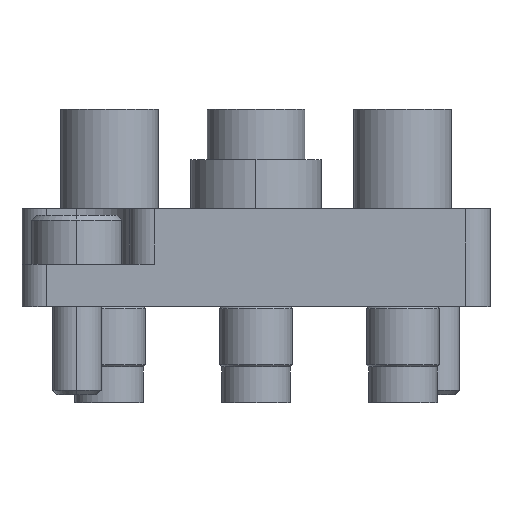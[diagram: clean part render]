
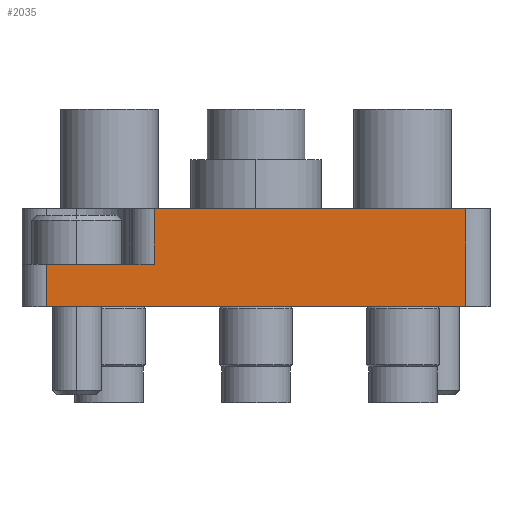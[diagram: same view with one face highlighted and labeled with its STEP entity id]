
A CAD part, front view. The second image highlights one B-rep face of the part: STEP entity #2035.
In plain terms, the highlighted face is planar.
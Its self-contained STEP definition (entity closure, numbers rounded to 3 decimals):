
#290 = ORIENTED_EDGE ( 'NONE', *, *, #6940, .T. ) ;
#385 = EDGE_LOOP ( 'NONE', ( #6062, #13821, #2770, #14725, #290, #889 ) ) ;
#428 = VERTEX_POINT ( 'NONE', #10863 ) ;
#514 = CARTESIAN_POINT ( 'NONE',  ( 30., 6., 14.35 ) ) ;
#889 = ORIENTED_EDGE ( 'NONE', *, *, #2700, .T. ) ;
#1052 = VECTOR ( 'NONE', #2760, 1000. ) ;
#1106 = EDGE_CURVE ( 'NONE', #6652, #6270, #16567, .T. ) ;
#1616 = LINE ( 'NONE', #1701, #15441 ) ;
#1631 = VERTEX_POINT ( 'NONE', #6968 ) ;
#1701 = CARTESIAN_POINT ( 'NONE',  ( 30., 2.6, 7.75 ) ) ;
#1803 = FACE_OUTER_BOUND ( 'NONE', #385, .T. ) ;
#2035 = ADVANCED_FACE ( 'NONE', ( #1803 ), #13652, .T. ) ;
#2700 = EDGE_CURVE ( 'NONE', #16668, #428, #15326, .T. ) ;
#2760 = DIRECTION ( 'NONE',  ( 0., 0., -1. ) ) ;
#2770 = ORIENTED_EDGE ( 'NONE', *, *, #14713, .F. ) ;
#3473 = CARTESIAN_POINT ( 'NONE',  ( 30., 6., -12.85 ) ) ;
#3748 = CARTESIAN_POINT ( 'NONE',  ( 30., 6., 6.25 ) ) ;
#4028 = DIRECTION ( 'NONE',  ( 0., 0., -1. ) ) ;
#4952 = DIRECTION ( 'NONE',  ( 0., -1., 0. ) ) ;
#5894 = VECTOR ( 'NONE', #4952, 1000. ) ;
#6062 = ORIENTED_EDGE ( 'NONE', *, *, #16981, .F. ) ;
#6259 = VECTOR ( 'NONE', #10835, 1000. ) ;
#6270 = VERTEX_POINT ( 'NONE', #16937 ) ;
#6466 = VERTEX_POINT ( 'NONE', #3748 ) ;
#6652 = VERTEX_POINT ( 'NONE', #12055 ) ;
#6655 = VECTOR ( 'NONE', #8421, 1000. ) ;
#6940 = EDGE_CURVE ( 'NONE', #6270, #16668, #10659, .T. ) ;
#6957 = EDGE_CURVE ( 'NONE', #6466, #1631, #13663, .T. ) ;
#6968 = CARTESIAN_POINT ( 'NONE',  ( 30., 2.6, 6.25 ) ) ;
#8149 = DIRECTION ( 'NONE',  ( 1., 0., 0. ) ) ;
#8167 = CARTESIAN_POINT ( 'NONE',  ( 30., 6., 14.35 ) ) ;
#8421 = DIRECTION ( 'NONE',  ( 0., 0., -1. ) ) ;
#9501 = VECTOR ( 'NONE', #15066, 1000. ) ;
#10582 = CARTESIAN_POINT ( 'NONE',  ( 30., 0., 14.35 ) ) ;
#10659 = LINE ( 'NONE', #10582, #1052 ) ;
#10835 = DIRECTION ( 'NONE',  ( 0., -1., 0. ) ) ;
#10863 = CARTESIAN_POINT ( 'NONE',  ( 30., 6., -12.85 ) ) ;
#11140 = AXIS2_PLACEMENT_3D ( 'NONE', #514, #8149, #13392 ) ;
#12055 = CARTESIAN_POINT ( 'NONE',  ( 30., 2.6, 12.85 ) ) ;
#13392 = DIRECTION ( 'NONE',  ( 0., 1., 0. ) ) ;
#13652 = PLANE ( 'NONE',  #11140 ) ;
#13663 = LINE ( 'NONE', #16422, #6259 ) ;
#13821 = ORIENTED_EDGE ( 'NONE', *, *, #6957, .T. ) ;
#14218 = CARTESIAN_POINT ( 'NONE',  ( 30., 0., 12.85 ) ) ;
#14713 = EDGE_CURVE ( 'NONE', #6652, #1631, #1616, .T. ) ;
#14725 = ORIENTED_EDGE ( 'NONE', *, *, #1106, .T. ) ;
#15066 = DIRECTION ( 'NONE',  ( 0., 1., 0. ) ) ;
#15326 = LINE ( 'NONE', #3473, #9501 ) ;
#15441 = VECTOR ( 'NONE', #4028, 1000. ) ;
#15993 = LINE ( 'NONE', #8167, #6655 ) ;
#16422 = CARTESIAN_POINT ( 'NONE',  ( 30., 2.6, 6.25 ) ) ;
#16567 = LINE ( 'NONE', #14218, #5894 ) ;
#16668 = VERTEX_POINT ( 'NONE', #16916 ) ;
#16916 = CARTESIAN_POINT ( 'NONE',  ( 30., 0., -12.85 ) ) ;
#16937 = CARTESIAN_POINT ( 'NONE',  ( 30., 0., 12.85 ) ) ;
#16981 = EDGE_CURVE ( 'NONE', #6466, #428, #15993, .T. ) ;
